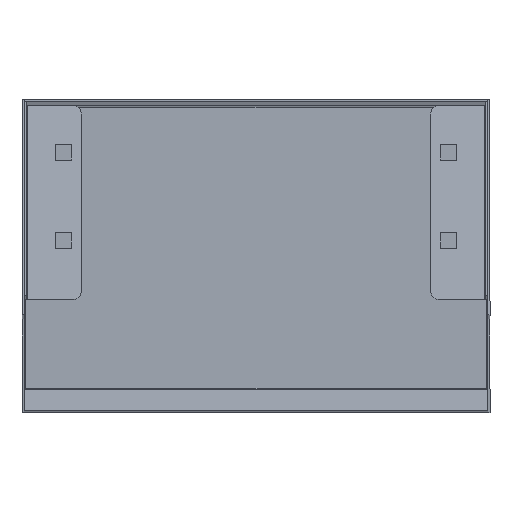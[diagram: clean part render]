
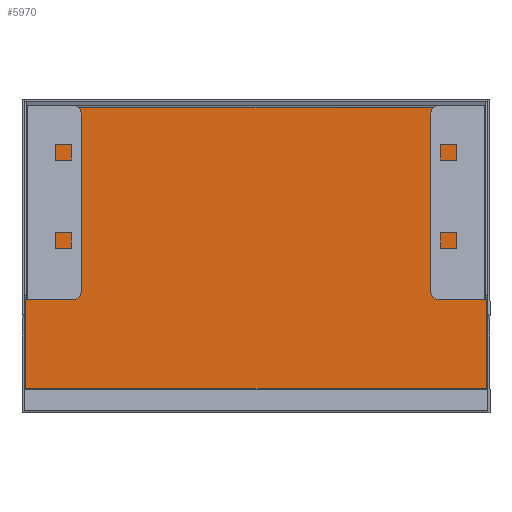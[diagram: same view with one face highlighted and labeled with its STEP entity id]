
A CAD part, front view. The second image highlights one B-rep face of the part: STEP entity #5970.
In plain terms, the highlighted planar face has unit normal (0, -1, 0).
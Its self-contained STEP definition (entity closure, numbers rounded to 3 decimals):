
#110 = CARTESIAN_POINT ( 'NONE',  ( 0., -1.2, 0. ) ) ;
#654 = DIRECTION ( 'NONE',  ( 0., 0., 1. ) ) ;
#658 = DIRECTION ( 'NONE',  ( 0., 0., 1. ) ) ;
#703 = CARTESIAN_POINT ( 'NONE',  ( -128.8, -1.2, -81.238 ) ) ;
#958 = VECTOR ( 'NONE', #658, 1000. ) ;
#974 = LINE ( 'NONE', #703, #958 ) ;
#1321 = LINE ( 'NONE', #6412, #1740 ) ;
#1740 = VECTOR ( 'NONE', #6372, 1000. ) ;
#1855 = EDGE_CURVE ( 'NONE', #2744, #3485, #974, .T. ) ;
#2194 = VECTOR ( 'NONE', #5327, 1000. ) ;
#2328 = CARTESIAN_POINT ( 'NONE',  ( 128.8, -1.2, -78.79 ) ) ;
#2580 = CARTESIAN_POINT ( 'NONE',  ( -128.8, -1.2, 78.629 ) ) ;
#2629 = VECTOR ( 'NONE', #6745, 1000. ) ;
#2744 = VERTEX_POINT ( 'NONE', #3595 ) ;
#2766 = DIRECTION ( 'NONE',  ( 0., 1., 0. ) ) ;
#3067 = LINE ( 'NONE', #6772, #2629 ) ;
#3485 = VERTEX_POINT ( 'NONE', #2580 ) ;
#3548 = FACE_OUTER_BOUND ( 'NONE', #5837, .T. ) ;
#3595 = CARTESIAN_POINT ( 'NONE',  ( -128.8, -1.2, -78.79 ) ) ;
#3945 = ORIENTED_EDGE ( 'NONE', *, *, #5178, .F. ) ;
#3952 = ORIENTED_EDGE ( 'NONE', *, *, #6357, .F. ) ;
#3990 = ORIENTED_EDGE ( 'NONE', *, *, #1855, .F. ) ;
#4380 = EDGE_CURVE ( 'NONE', #6691, #2744, #1321, .T. ) ;
#4760 = PLANE ( 'NONE',  #6248 ) ;
#5178 = EDGE_CURVE ( 'NONE', #5507, #6691, #6317, .T. ) ;
#5327 = DIRECTION ( 'NONE',  ( 0., 0., -1. ) ) ;
#5507 = VERTEX_POINT ( 'NONE', #5561 ) ;
#5561 = CARTESIAN_POINT ( 'NONE',  ( 128.8, -1.2, 78.629 ) ) ;
#5660 = CARTESIAN_POINT ( 'NONE',  ( 128.8, -1.2, 80.837 ) ) ;
#5837 = EDGE_LOOP ( 'NONE', ( #6182, #3945, #3952, #3990 ) ) ;
#5970 = ADVANCED_FACE ( 'NONE', ( #3548 ), #4760, .F. ) ;
#6182 = ORIENTED_EDGE ( 'NONE', *, *, #4380, .F. ) ;
#6248 = AXIS2_PLACEMENT_3D ( 'NONE', #110, #2766, #654 ) ;
#6317 = LINE ( 'NONE', #5660, #2194 ) ;
#6357 = EDGE_CURVE ( 'NONE', #3485, #5507, #3067, .T. ) ;
#6372 = DIRECTION ( 'NONE',  ( -1., 0., 0. ) ) ;
#6412 = CARTESIAN_POINT ( 'NONE',  ( 128.8, -1.2, -78.79 ) ) ;
#6691 = VERTEX_POINT ( 'NONE', #2328 ) ;
#6745 = DIRECTION ( 'NONE',  ( 1., 0., 0. ) ) ;
#6772 = CARTESIAN_POINT ( 'NONE',  ( -128.8, -1.2, 78.629 ) ) ;
